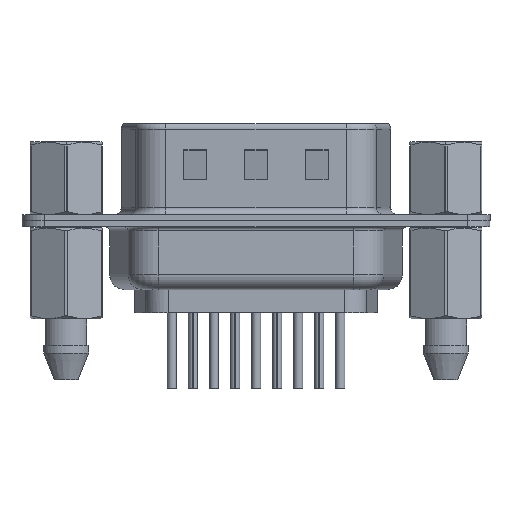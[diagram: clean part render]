
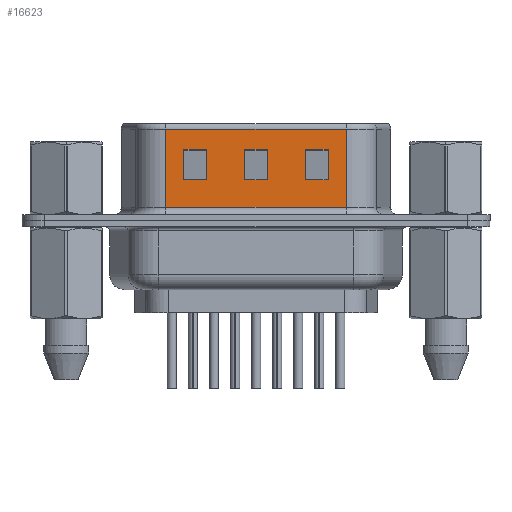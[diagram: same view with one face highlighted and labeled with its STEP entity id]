
A CAD part, front view. The second image highlights one B-rep face of the part: STEP entity #16623.
In plain terms, the highlighted planar face has unit normal (0, -1, 0).
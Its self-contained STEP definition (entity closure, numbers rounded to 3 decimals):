
#88 = CARTESIAN_POINT ( 'NONE',  ( 13.245, -4.58, 2.72 ) ) ;
#343 = DIRECTION ( 'NONE',  ( 1., 0., 0. ) ) ;
#378 = EDGE_CURVE ( 'NONE', #24623, #18356, #19602, .T. ) ;
#387 = VERTEX_POINT ( 'NONE', #6275 ) ;
#554 = VECTOR ( 'NONE', #17578, 1000. ) ;
#705 = EDGE_CURVE ( 'NONE', #2251, #10206, #3883, .T. ) ;
#792 = EDGE_CURVE ( 'NONE', #387, #21282, #15090, .T. ) ;
#1126 = DIRECTION ( 'NONE',  ( 1., 0., 0. ) ) ;
#1371 = EDGE_CURVE ( 'NONE', #6490, #4631, #16602, .T. ) ;
#1673 = EDGE_CURVE ( 'NONE', #10206, #6490, #10917, .T. ) ;
#1712 = LINE ( 'NONE', #13145, #16018 ) ;
#2038 = VECTOR ( 'NONE', #1126, 1000. ) ;
#2251 = VERTEX_POINT ( 'NONE', #15401 ) ;
#2256 = DIRECTION ( 'NONE',  ( 0., 0., -1. ) ) ;
#2274 = ORIENTED_EDGE ( 'NONE', *, *, #14634, .T. ) ;
#2715 = CARTESIAN_POINT ( 'NONE',  ( 18.445, -4.58, 0.9 ) ) ;
#3423 = ORIENTED_EDGE ( 'NONE', *, *, #378, .T. ) ;
#3495 = ORIENTED_EDGE ( 'NONE', *, *, #17123, .T. ) ;
#3522 = ORIENTED_EDGE ( 'NONE', *, *, #9325, .T. ) ;
#3620 = PLANE ( 'NONE',  #21938 ) ;
#3635 = CARTESIAN_POINT ( 'NONE',  ( 9.245, -4.58, 6.55 ) ) ;
#3770 = LINE ( 'NONE', #9477, #19492 ) ;
#3856 = ORIENTED_EDGE ( 'NONE', *, *, #1673, .T. ) ;
#3883 = LINE ( 'NONE', #3635, #18896 ) ;
#4000 = LINE ( 'NONE', #11578, #22444 ) ;
#4631 = VERTEX_POINT ( 'NONE', #8068 ) ;
#5973 = DIRECTION ( 'NONE',  ( 0., 1., 0. ) ) ;
#6275 = CARTESIAN_POINT ( 'NONE',  ( 13.245, -4.58, 4.72 ) ) ;
#6490 = VERTEX_POINT ( 'NONE', #18331 ) ;
#6559 = VERTEX_POINT ( 'NONE', #20315 ) ;
#7113 = CARTESIAN_POINT ( 'NONE',  ( 7.745, -4.58, 6.55 ) ) ;
#7250 = DIRECTION ( 'NONE',  ( 0., 0., -1. ) ) ;
#7553 = EDGE_LOOP ( 'NONE', ( #9104, #10757, #3423, #8050 ) ) ;
#7833 = CARTESIAN_POINT ( 'NONE',  ( 18.445, -4.58, 6.55 ) ) ;
#7876 = EDGE_LOOP ( 'NONE', ( #3522, #23080, #11089, #11413 ) ) ;
#7923 = VERTEX_POINT ( 'NONE', #17415 ) ;
#8050 = ORIENTED_EDGE ( 'NONE', *, *, #22840, .T. ) ;
#8068 = CARTESIAN_POINT ( 'NONE',  ( 7.745, -4.58, 4.72 ) ) ;
#8098 = VECTOR ( 'NONE', #22729, 1000. ) ;
#8670 = DIRECTION ( 'NONE',  ( 0., 0., -1. ) ) ;
#8961 = VECTOR ( 'NONE', #2256, 1000. ) ;
#9104 = ORIENTED_EDGE ( 'NONE', *, *, #21451, .T. ) ;
#9160 = ORIENTED_EDGE ( 'NONE', *, *, #705, .T. ) ;
#9325 = EDGE_CURVE ( 'NONE', #11934, #387, #1712, .T. ) ;
#9477 = CARTESIAN_POINT ( 'NONE',  ( 18.445, -4.58, 2.72 ) ) ;
#9840 = CARTESIAN_POINT ( 'NONE',  ( 18.445, -4.58, 6.05 ) ) ;
#10031 = CARTESIAN_POINT ( 'NONE',  ( 17.245, -4.58, 6.55 ) ) ;
#10081 = ORIENTED_EDGE ( 'NONE', *, *, #22709, .T. ) ;
#10206 = VERTEX_POINT ( 'NONE', #17221 ) ;
#10757 = ORIENTED_EDGE ( 'NONE', *, *, #13179, .T. ) ;
#10917 = LINE ( 'NONE', #20636, #13337 ) ;
#10976 = CARTESIAN_POINT ( 'NONE',  ( 22.445, -4.58, 2.72 ) ) ;
#10993 = ORIENTED_EDGE ( 'NONE', *, *, #1371, .T. ) ;
#11089 = ORIENTED_EDGE ( 'NONE', *, *, #14941, .T. ) ;
#11413 = ORIENTED_EDGE ( 'NONE', *, *, #23919, .T. ) ;
#11457 = DIRECTION ( 'NONE',  ( -1., 0., 0. ) ) ;
#11554 = FACE_BOUND ( 'NONE', #7876, .T. ) ;
#11578 = CARTESIAN_POINT ( 'NONE',  ( 22.445, -4.58, 4.72 ) ) ;
#11849 = EDGE_LOOP ( 'NONE', ( #21848, #10081, #2274, #3495 ) ) ;
#11934 = VERTEX_POINT ( 'NONE', #13917 ) ;
#12195 = CARTESIAN_POINT ( 'NONE',  ( 11.745, -4.58, 6.55 ) ) ;
#12611 = CARTESIAN_POINT ( 'NONE',  ( 6.545, -4.58, 6.55 ) ) ;
#12988 = EDGE_LOOP ( 'NONE', ( #9160, #3856, #10993, #22408 ) ) ;
#13008 = LINE ( 'NONE', #19113, #8098 ) ;
#13145 = CARTESIAN_POINT ( 'NONE',  ( 18.445, -4.58, 4.72 ) ) ;
#13179 = EDGE_CURVE ( 'NONE', #14937, #24623, #24210, .T. ) ;
#13337 = VECTOR ( 'NONE', #24259, 1000. ) ;
#13715 = LINE ( 'NONE', #9840, #554 ) ;
#13917 = CARTESIAN_POINT ( 'NONE',  ( 11.745, -4.58, 4.72 ) ) ;
#13983 = DIRECTION ( 'NONE',  ( 0., 0., 1. ) ) ;
#14031 = CARTESIAN_POINT ( 'NONE',  ( 15.745, -4.58, 2.72 ) ) ;
#14040 = VECTOR ( 'NONE', #8670, 1000. ) ;
#14196 = LINE ( 'NONE', #12195, #14799 ) ;
#14527 = CARTESIAN_POINT ( 'NONE',  ( 17.245, -4.58, 2.72 ) ) ;
#14634 = EDGE_CURVE ( 'NONE', #7923, #6559, #22335, .T. ) ;
#14656 = VERTEX_POINT ( 'NONE', #17332 ) ;
#14799 = VECTOR ( 'NONE', #17934, 1000. ) ;
#14937 = VERTEX_POINT ( 'NONE', #14527 ) ;
#14941 = EDGE_CURVE ( 'NONE', #21282, #20361, #3770, .T. ) ;
#15090 = LINE ( 'NONE', #17320, #8961 ) ;
#15401 = CARTESIAN_POINT ( 'NONE',  ( 9.245, -4.58, 4.72 ) ) ;
#15983 = CARTESIAN_POINT ( 'NONE',  ( 15.745, -4.58, 6.55 ) ) ;
#16018 = VECTOR ( 'NONE', #20758, 1000. ) ;
#16514 = VECTOR ( 'NONE', #13983, 1000. ) ;
#16602 = LINE ( 'NONE', #7113, #20135 ) ;
#16623 = ADVANCED_FACE ( 'NONE', ( #19309, #21046, #11554, #23171 ), #3620, .F. ) ;
#16781 = EDGE_CURVE ( 'NONE', #4631, #2251, #18312, .T. ) ;
#17010 = VERTEX_POINT ( 'NONE', #22644 ) ;
#17123 = EDGE_CURVE ( 'NONE', #6559, #23986, #23137, .T. ) ;
#17221 = CARTESIAN_POINT ( 'NONE',  ( 9.245, -4.58, 2.72 ) ) ;
#17320 = CARTESIAN_POINT ( 'NONE',  ( 13.245, -4.58, 6.55 ) ) ;
#17332 = CARTESIAN_POINT ( 'NONE',  ( 18.445, -4.58, 6.05 ) ) ;
#17353 = VECTOR ( 'NONE', #24319, 1000. ) ;
#17415 = CARTESIAN_POINT ( 'NONE',  ( 6.545, -4.58, 6.05 ) ) ;
#17578 = DIRECTION ( 'NONE',  ( -1., 0., 0. ) ) ;
#17934 = DIRECTION ( 'NONE',  ( 0., 0., 1. ) ) ;
#18234 = DIRECTION ( 'NONE',  ( 0., 0., 1. ) ) ;
#18312 = LINE ( 'NONE', #24166, #2038 ) ;
#18331 = CARTESIAN_POINT ( 'NONE',  ( 7.745, -4.58, 2.72 ) ) ;
#18356 = VERTEX_POINT ( 'NONE', #21145 ) ;
#18896 = VECTOR ( 'NONE', #22811, 1000. ) ;
#18973 = CARTESIAN_POINT ( 'NONE',  ( 11.745, -4.58, 2.72 ) ) ;
#19113 = CARTESIAN_POINT ( 'NONE',  ( 18.445, -4.58, 6.55 ) ) ;
#19207 = DIRECTION ( 'NONE',  ( 1., 0., 0. ) ) ;
#19309 = FACE_BOUND ( 'NONE', #12988, .T. ) ;
#19476 = VECTOR ( 'NONE', #7250, 1000. ) ;
#19492 = VECTOR ( 'NONE', #11457, 1000. ) ;
#19602 = LINE ( 'NONE', #15983, #16514 ) ;
#20135 = VECTOR ( 'NONE', #18234, 1000. ) ;
#20315 = CARTESIAN_POINT ( 'NONE',  ( 6.545, -4.58, 0.9 ) ) ;
#20361 = VERTEX_POINT ( 'NONE', #18973 ) ;
#20636 = CARTESIAN_POINT ( 'NONE',  ( 14.445, -4.58, 2.72 ) ) ;
#20758 = DIRECTION ( 'NONE',  ( 1., 0., 0. ) ) ;
#21046 = FACE_BOUND ( 'NONE', #7553, .T. ) ;
#21145 = CARTESIAN_POINT ( 'NONE',  ( 15.745, -4.58, 4.72 ) ) ;
#21282 = VERTEX_POINT ( 'NONE', #88 ) ;
#21451 = EDGE_CURVE ( 'NONE', #17010, #14937, #23504, .T. ) ;
#21659 = CARTESIAN_POINT ( 'NONE',  ( 18.445, -4.58, 0.9 ) ) ;
#21848 = ORIENTED_EDGE ( 'NONE', *, *, #22845, .F. ) ;
#21938 = AXIS2_PLACEMENT_3D ( 'NONE', #7833, #5973, #24635 ) ;
#22335 = LINE ( 'NONE', #12611, #19476 ) ;
#22408 = ORIENTED_EDGE ( 'NONE', *, *, #16781, .T. ) ;
#22444 = VECTOR ( 'NONE', #19207, 1000. ) ;
#22644 = CARTESIAN_POINT ( 'NONE',  ( 17.245, -4.58, 4.72 ) ) ;
#22709 = EDGE_CURVE ( 'NONE', #14656, #7923, #13715, .T. ) ;
#22729 = DIRECTION ( 'NONE',  ( 0., 0., -1. ) ) ;
#22811 = DIRECTION ( 'NONE',  ( 0., 0., -1. ) ) ;
#22840 = EDGE_CURVE ( 'NONE', #18356, #17010, #4000, .T. ) ;
#22845 = EDGE_CURVE ( 'NONE', #14656, #23986, #13008, .T. ) ;
#23080 = ORIENTED_EDGE ( 'NONE', *, *, #792, .T. ) ;
#23137 = LINE ( 'NONE', #21659, #24331 ) ;
#23171 = FACE_OUTER_BOUND ( 'NONE', #11849, .T. ) ;
#23504 = LINE ( 'NONE', #10031, #14040 ) ;
#23919 = EDGE_CURVE ( 'NONE', #20361, #11934, #14196, .T. ) ;
#23986 = VERTEX_POINT ( 'NONE', #2715 ) ;
#24166 = CARTESIAN_POINT ( 'NONE',  ( 14.445, -4.58, 4.72 ) ) ;
#24210 = LINE ( 'NONE', #10976, #17353 ) ;
#24259 = DIRECTION ( 'NONE',  ( -1., 0., 0. ) ) ;
#24319 = DIRECTION ( 'NONE',  ( -1., 0., 0. ) ) ;
#24331 = VECTOR ( 'NONE', #343, 1000. ) ;
#24623 = VERTEX_POINT ( 'NONE', #14031 ) ;
#24635 = DIRECTION ( 'NONE',  ( 0., 0., 1. ) ) ;
